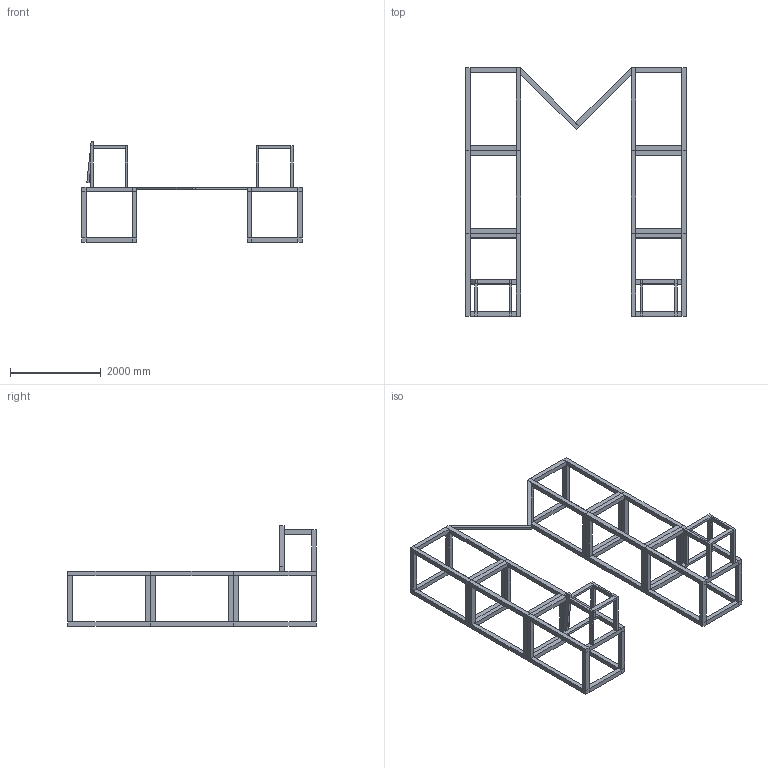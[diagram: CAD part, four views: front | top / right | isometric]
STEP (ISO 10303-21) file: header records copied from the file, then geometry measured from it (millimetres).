
FILE_DESCRIPTION(/* description */ (''),/* implementation_level */ '2;1');
FILE_NAME(/* name */ 'Tiger.stp',/* time_stamp */ '2024-06-22T15:06:21-04:00',/* author */ ('Cupri'),/* organization */ (''),/* preprocessor_version */ 'ST-DEVELOPER v20',/* originating_system */ 'Autodesk Inventor 2025',/* authorisation */ '');
FILE_SCHEMA (('AUTOMOTIVE_DESIGN { 1 0 10303 214 3 1 1 }'));
Length unit declared in the file: inch
Products named in the file (9): Tiger; 2x4x40; 2x4x36; 2x4x24; 2x4x28; 4x4x40; 4x4x72; 2x4x72 (45 90); 2x4x68 (45 90)
Assembly tree (92 placements, depth 2):
  Tiger
    4x4x72  x24
    4x4x40  x48
    2x4x40  x2
    2x4x36  x8
    2x4x24  x4
    2x4x28  x4
    2x4x72 (45 90)
    2x4x68 (45 90)
Bounding box: 4876.8 x 5486.4 x 2228.98 mm (x, y, z)
Volume: 1049820868.1 mm3; surface area: 44866121.5 mm2
Topology: 92 solids, 92 shells, 552 faces, 1407 edges, 1344 vertices
Faces by surface type: plane 552
Entity records: 2480 total; most frequent: CARTESIAN_POINT 447, DIRECTION 394, ORIENTED_EDGE 192, AXIS2_PLACEMENT_3D 149, PRODUCT_DEFINITION_SHAPE 101, LINE 96, VECTOR 96, EDGE_CURVE 96
